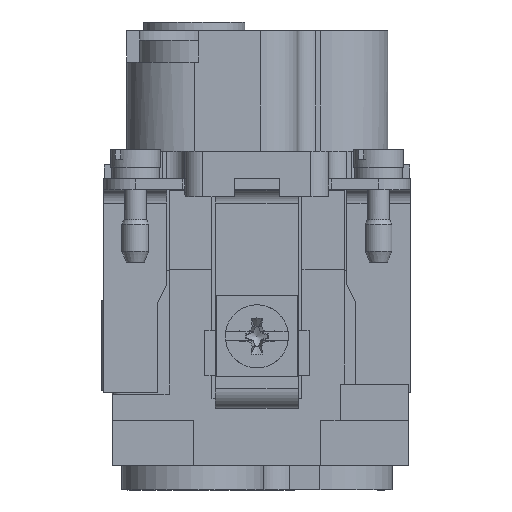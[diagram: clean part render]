
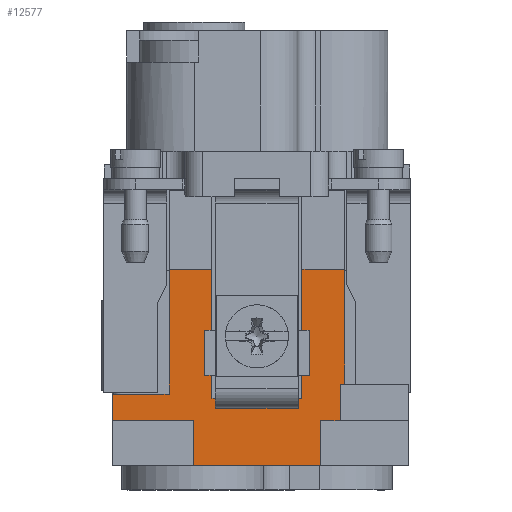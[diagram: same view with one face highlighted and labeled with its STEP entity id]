
A CAD part, left-side view. The second image highlights one B-rep face of the part: STEP entity #12577.
In plain terms, the highlighted planar face has unit normal (-1, 0, 0).
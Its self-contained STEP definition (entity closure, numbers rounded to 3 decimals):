
#11058=FACE_OUTER_BOUND('',#16230,.T.);
#12577=ADVANCED_FACE('',(#11058),#14003,.F.);
#14003=PLANE('',#44438);
#16230=EDGE_LOOP('',(#19858,#19859,#19860,#19861,#19862,#19863,#19864,#19865,
#19866,#19867,#19868,#19869,#19870,#19871,#19872,#19873,#19874,#19875,#19876,
#19877,#19878,#19879));
#19858=ORIENTED_EDGE('',*,*,#28981,.F.);
#19859=ORIENTED_EDGE('',*,*,#28932,.F.);
#19860=ORIENTED_EDGE('',*,*,#29874,.T.);
#19861=ORIENTED_EDGE('',*,*,#28918,.T.);
#19862=ORIENTED_EDGE('',*,*,#28921,.F.);
#19863=ORIENTED_EDGE('',*,*,#29845,.F.);
#19864=ORIENTED_EDGE('',*,*,#28937,.F.);
#19865=ORIENTED_EDGE('',*,*,#29844,.F.);
#19866=ORIENTED_EDGE('',*,*,#29875,.F.);
#19867=ORIENTED_EDGE('',*,*,#28909,.T.);
#19868=ORIENTED_EDGE('',*,*,#29876,.F.);
#19869=ORIENTED_EDGE('',*,*,#29042,.F.);
#19870=ORIENTED_EDGE('',*,*,#29877,.F.);
#19871=ORIENTED_EDGE('',*,*,#29841,.F.);
#19872=ORIENTED_EDGE('',*,*,#29878,.F.);
#19873=ORIENTED_EDGE('',*,*,#29879,.F.);
#19874=ORIENTED_EDGE('',*,*,#29880,.F.);
#19875=ORIENTED_EDGE('',*,*,#29881,.F.);
#19876=ORIENTED_EDGE('',*,*,#29866,.F.);
#19877=ORIENTED_EDGE('',*,*,#29869,.F.);
#19878=ORIENTED_EDGE('',*,*,#29872,.F.);
#19879=ORIENTED_EDGE('',*,*,#29873,.F.);
#26134=VERTEX_POINT('',#56051);
#26135=VERTEX_POINT('',#56052);
#26142=VERTEX_POINT('',#56069);
#26144=VERTEX_POINT('',#56072);
#26146=VERTEX_POINT('',#56078);
#26156=VERTEX_POINT('',#56100);
#26157=VERTEX_POINT('',#56102);
#26159=VERTEX_POINT('',#56107);
#26161=VERTEX_POINT('',#56111);
#26205=VERTEX_POINT('',#56213);
#26256=VERTEX_POINT('',#56332);
#26257=VERTEX_POINT('',#56334);
#26856=VERTEX_POINT('',#59374);
#26857=VERTEX_POINT('',#59376);
#26858=VERTEX_POINT('',#59380);
#26872=VERTEX_POINT('',#59425);
#26873=VERTEX_POINT('',#59426);
#26874=VERTEX_POINT('',#59431);
#26875=VERTEX_POINT('',#59435);
#26876=VERTEX_POINT('',#59445);
#26877=VERTEX_POINT('',#59447);
#26878=VERTEX_POINT('',#59449);
#28909=EDGE_CURVE('',#26134,#26135,#35824,.T.);
#28918=EDGE_CURVE('',#26144,#26142,#35833,.T.);
#28921=EDGE_CURVE('',#26146,#26142,#35836,.T.);
#28932=EDGE_CURVE('',#26156,#26157,#35846,.T.);
#28937=EDGE_CURVE('',#26161,#26159,#35851,.T.);
#28981=EDGE_CURVE('',#26157,#26205,#35881,.T.);
#29042=EDGE_CURVE('',#26256,#26257,#35937,.T.);
#29841=EDGE_CURVE('',#26856,#26857,#36286,.T.);
#29844=EDGE_CURVE('',#26858,#26161,#36288,.T.);
#29845=EDGE_CURVE('',#26159,#26146,#36289,.T.);
#29866=EDGE_CURVE('',#26872,#26873,#36309,.T.);
#29869=EDGE_CURVE('',#26874,#26872,#36312,.T.);
#29872=EDGE_CURVE('',#26875,#26874,#36315,.T.);
#29873=EDGE_CURVE('',#26205,#26875,#36316,.T.);
#29874=EDGE_CURVE('',#26156,#26144,#36317,.T.);
#29875=EDGE_CURVE('',#26134,#26858,#36318,.T.);
#29876=EDGE_CURVE('',#26257,#26135,#36319,.T.);
#29877=EDGE_CURVE('',#26857,#26256,#36320,.T.);
#29878=EDGE_CURVE('',#26876,#26856,#36321,.T.);
#29879=EDGE_CURVE('',#26877,#26876,#36322,.T.);
#29880=EDGE_CURVE('',#26878,#26877,#36323,.T.);
#29881=EDGE_CURVE('',#26873,#26878,#36324,.T.);
#35824=LINE('',#56050,#38512);
#35833=LINE('',#56071,#38521);
#35836=LINE('',#56077,#38524);
#35846=LINE('',#56101,#38534);
#35851=LINE('',#56112,#38539);
#35881=LINE('',#56212,#38569);
#35937=LINE('',#56333,#38625);
#36286=LINE('',#59375,#38974);
#36288=LINE('',#59381,#38976);
#36289=LINE('',#59383,#38977);
#36309=LINE('',#59424,#38997);
#36312=LINE('',#59430,#39000);
#36315=LINE('',#59436,#39003);
#36316=LINE('',#59438,#39004);
#36317=LINE('',#59440,#39005);
#36318=LINE('',#59441,#39006);
#36319=LINE('',#59442,#39007);
#36320=LINE('',#59443,#39008);
#36321=LINE('',#59444,#39009);
#36322=LINE('',#59446,#39010);
#36323=LINE('',#59448,#39011);
#36324=LINE('',#59450,#39012);
#38512=VECTOR('',#46448,1.);
#38521=VECTOR('',#46461,1.);
#38524=VECTOR('',#46466,1.);
#38534=VECTOR('',#46482,1.);
#38539=VECTOR('',#46489,1.);
#38569=VECTOR('',#46573,1.);
#38625=VECTOR('',#46655,1.);
#38974=VECTOR('',#48462,1.);
#38976=VECTOR('',#48468,1.);
#38977=VECTOR('',#48471,1.);
#38997=VECTOR('',#48507,1.);
#39000=VECTOR('',#48512,1.);
#39003=VECTOR('',#48517,1.);
#39004=VECTOR('',#48520,1.);
#39005=VECTOR('',#48523,1.);
#39006=VECTOR('',#48524,1.);
#39007=VECTOR('',#48525,1.);
#39008=VECTOR('',#48526,1.);
#39009=VECTOR('',#48527,1.);
#39010=VECTOR('',#48528,1.);
#39011=VECTOR('',#48529,1.);
#39012=VECTOR('',#48530,1.);
#44438=AXIS2_PLACEMENT_3D('',#59451,#48531,#48532);
#46448=DIRECTION('',(0.,1.,0.));
#46461=DIRECTION('',(0.,1.,0.));
#46466=DIRECTION('',(0.,0.,1.));
#46482=DIRECTION('',(0.,-1.,0.));
#46489=DIRECTION('',(0.,-1.,0.));
#46573=DIRECTION('',(0.,0.,-1.));
#46655=DIRECTION('',(0.,-1.,0.));
#48462=DIRECTION('',(0.,-1.,0.));
#48468=DIRECTION('',(0.,0.,-1.));
#48471=DIRECTION('',(0.,0.,1.));
#48507=DIRECTION('',(0.,0.,-1.));
#48512=DIRECTION('',(0.,1.,0.));
#48517=DIRECTION('',(0.,0.,-1.));
#48520=DIRECTION('',(0.,1.,0.));
#48523=DIRECTION('',(0.,0.,-1.));
#48524=DIRECTION('',(0.,0.,-1.));
#48525=DIRECTION('',(0.,0.,-1.));
#48526=DIRECTION('',(0.,0.,1.));
#48527=DIRECTION('',(0.,0.,1.));
#48528=DIRECTION('',(0.,1.,0.));
#48529=DIRECTION('',(0.,0.,1.));
#48530=DIRECTION('',(0.,1.,0.));
#48531=DIRECTION('',(1.,0.,0.));
#48532=DIRECTION('',(0.,1.,0.));
#56050=CARTESIAN_POINT('',(-45.2,17.695,-23.14));
#56051=CARTESIAN_POINT('',(-45.2,4.6,-23.14));
#56052=CARTESIAN_POINT('',(-45.2,5.,-23.14));
#56069=CARTESIAN_POINT('',(-45.2,-4.6,-23.14));
#56071=CARTESIAN_POINT('',(-45.2,17.695,-23.14));
#56072=CARTESIAN_POINT('',(-45.2,-5.,-23.14));
#56077=CARTESIAN_POINT('',(-45.2,-4.6,-30.85));
#56078=CARTESIAN_POINT('',(-45.2,-4.6,-24.298));
#56100=CARTESIAN_POINT('',(-45.2,-5.,-8.85));
#56101=CARTESIAN_POINT('',(-45.2,5.,-8.85));
#56102=CARTESIAN_POINT('',(-45.2,-9.75,-8.85));
#56107=CARTESIAN_POINT('',(-45.2,-4.6,-24.3));
#56111=CARTESIAN_POINT('',(-45.2,4.6,-24.3));
#56112=CARTESIAN_POINT('',(-45.2,-4.6,-24.3));
#56212=CARTESIAN_POINT('',(-45.2,-9.75,-9.));
#56213=CARTESIAN_POINT('',(-45.2,-9.75,-21.6));
#56332=CARTESIAN_POINT('',(-45.2,9.75,-8.85));
#56333=CARTESIAN_POINT('',(-45.2,5.,-8.85));
#56334=CARTESIAN_POINT('',(-45.2,5.,-8.85));
#59374=CARTESIAN_POINT('',(-45.2,16.05,-22.7));
#59375=CARTESIAN_POINT('',(-45.2,16.05,-22.7));
#59376=CARTESIAN_POINT('',(-45.2,9.75,-22.7));
#59380=CARTESIAN_POINT('',(-45.2,4.6,-24.298));
#59381=CARTESIAN_POINT('',(-45.2,4.6,-30.85));
#59383=CARTESIAN_POINT('',(-45.2,-4.6,-30.85));
#59424=CARTESIAN_POINT('',(-45.2,-7.05,-25.65));
#59425=CARTESIAN_POINT('',(-45.2,-7.05,-25.65));
#59426=CARTESIAN_POINT('',(-45.2,-7.05,-30.65));
#59430=CARTESIAN_POINT('',(-45.2,-9.25,-25.65));
#59431=CARTESIAN_POINT('',(-45.2,-9.25,-25.65));
#59435=CARTESIAN_POINT('',(-45.2,-9.25,-21.6));
#59436=CARTESIAN_POINT('',(-45.2,-9.25,-21.6));
#59438=CARTESIAN_POINT('',(-45.2,-9.75,-21.6));
#59440=CARTESIAN_POINT('',(-45.2,-5.,1.2));
#59441=CARTESIAN_POINT('',(-45.2,4.6,-30.85));
#59442=CARTESIAN_POINT('',(-45.2,5.,-30.85));
#59443=CARTESIAN_POINT('',(-45.2,9.75,-22.7));
#59444=CARTESIAN_POINT('',(-45.2,16.05,-25.65));
#59445=CARTESIAN_POINT('',(-45.2,16.05,-25.65));
#59446=CARTESIAN_POINT('',(-45.2,7.05,-25.65));
#59447=CARTESIAN_POINT('',(-45.2,7.05,-25.65));
#59448=CARTESIAN_POINT('',(-45.2,7.05,-30.65));
#59449=CARTESIAN_POINT('',(-45.2,7.05,-30.65));
#59450=CARTESIAN_POINT('',(-45.2,-7.05,-30.65));
#59451=CARTESIAN_POINT('',(-45.2,-10.49,-30.85));
